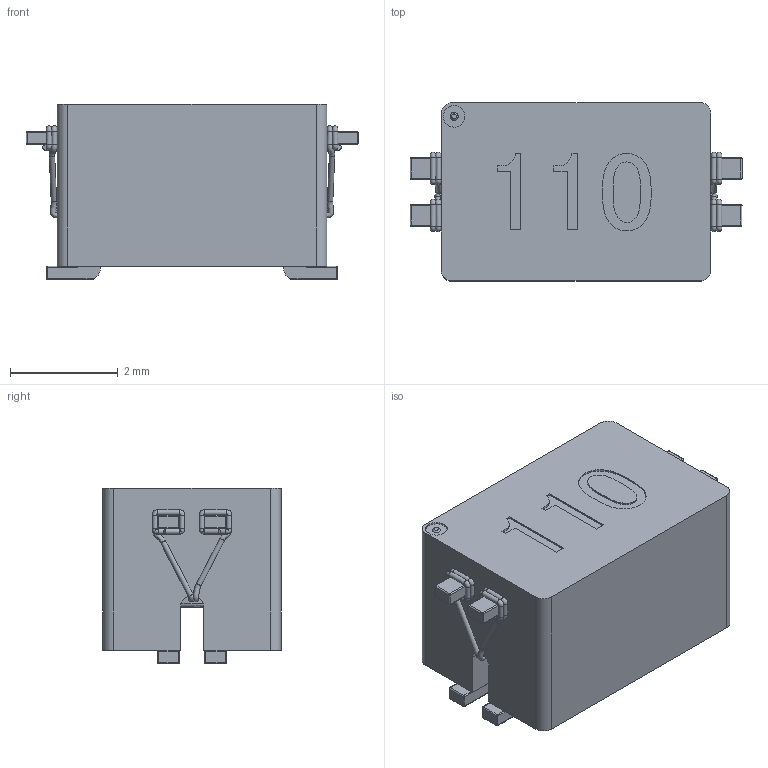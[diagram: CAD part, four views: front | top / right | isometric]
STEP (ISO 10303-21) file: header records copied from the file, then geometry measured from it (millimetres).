
FILE_DESCRIPTION( ('This file contains a STEP AP42 implementation' ,'as created by ZW3D STEP Interface translator.') ,'2;1' );
FILE_NAME( 'SF0503-L(110).stp' ,'14 925.113653', (''), ('ZWCAD Software Co.'), 'Version 1.0', 'ZW3D to STEP translator', '' );
FILE_SCHEMA( ('CONFIG_CONTROL_DESIGN') );
Length unit declared in the file: millimetre
Products named in the file (1): 0
Bounding box: 6.15 x 3.3 x 3.25 mm (x, y, z)
Volume: 35.2 mm3; surface area: 166.6 mm2
Topology: 10 solids, 26 shells, 335 faces, 774 edges, 458 vertices
Faces by surface type: bspline 335
Entity records: 53844 total; most frequent: CARTESIAN_POINT 49387, ORIENTED_EDGE 1494, EDGE_CURVE 759, B_SPLINE_CURVE_WITH_KNOTS 522, VERTEX_POINT 458, EDGE_LOOP 343, FACE_OUTER_BOUND 335, ADVANCED_FACE 335
